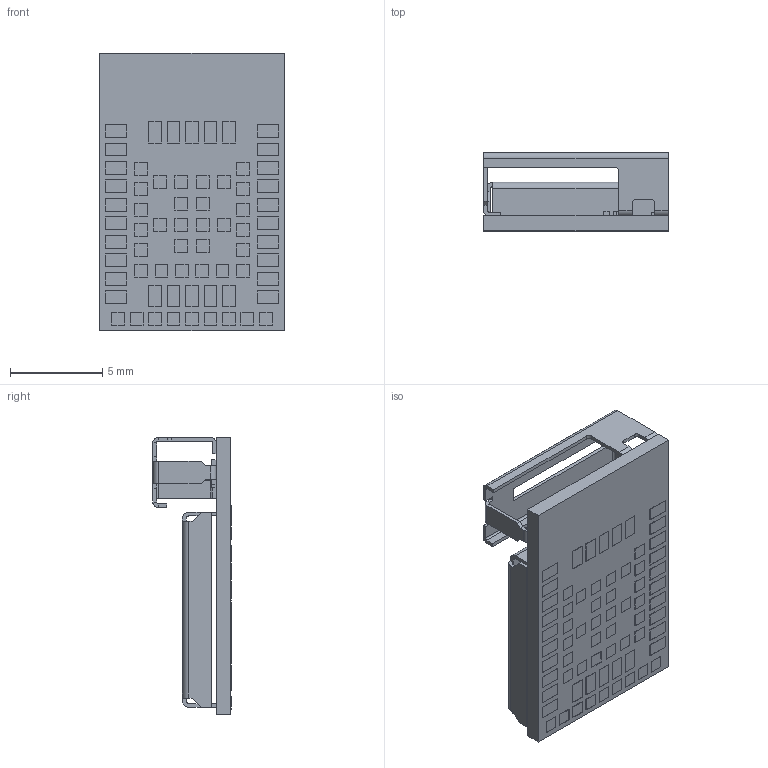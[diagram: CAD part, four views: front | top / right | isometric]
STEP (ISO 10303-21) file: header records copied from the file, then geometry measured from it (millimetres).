
FILE_DESCRIPTION (( 'STEP AP214' ), '1' );
FILE_NAME ('NINA-B302-00B.STEP', '2021-09-13T09:40:19', ( '' ), ( '' ), 'SwSTEP 2.0', 'SolidWorks 2017', '' );
FILE_SCHEMA (( 'AUTOMOTIVE_DESIGN' ));
Length unit declared in the file: millimetre
Products named in the file (1): NINA-B302-00B
Bounding box: 10 x 4.23 x 15 mm (x, y, z)
Volume: 154.1 mm3; surface area: 917.5 mm2
Topology: 76 solids, 76 shells, 904 faces, 2011 edges, 1326 vertices
Faces by surface type: plane 875, cylinder 29
Entity records: 25174 total; most frequent: CARTESIAN_POINT 4242, ORIENTED_EDGE 4022, DIRECTION 3879, EDGE_CURVE 2011, VECTOR 1953, LINE 1953, VERTEX_POINT 1326, EDGE_LOOP 973
